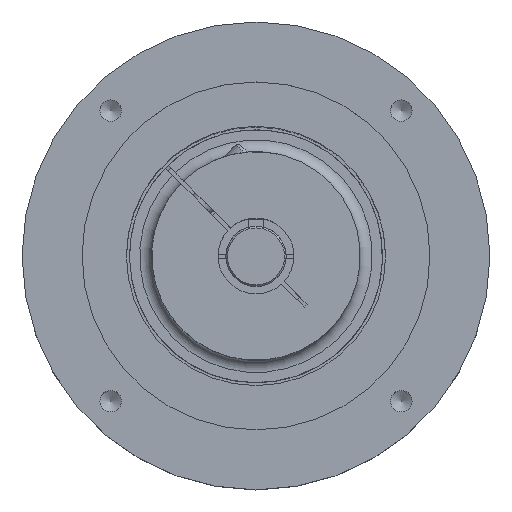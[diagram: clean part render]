
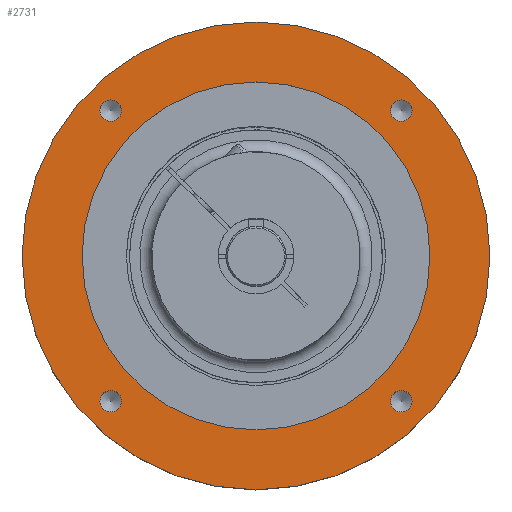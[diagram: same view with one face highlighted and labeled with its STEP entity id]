
A CAD part, top view. The second image highlights one B-rep face of the part: STEP entity #2731.
In plain terms, the highlighted planar face has unit normal (0, 0, 1).
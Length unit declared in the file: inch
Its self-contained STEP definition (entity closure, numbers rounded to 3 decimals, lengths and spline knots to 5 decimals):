
#2384 = CARTESIAN_POINT ( 'NONE',  ( -1.80953, -1.80953, 8.12477 ) ) ;
#2731 = ADVANCED_FACE ( 'NONE', ( #13303, #21699, #17648, #4628, #8677, #15480 ), #10985, .T. ) ;
#2951 = AXIS2_PLACEMENT_3D ( 'NONE', #16037, #27510, #11668 ) ;
#3299 = EDGE_LOOP ( 'NONE', ( #14571 ) ) ;
#3304 = ORIENTED_EDGE ( 'NONE', *, *, #13609, .F. ) ;
#3588 = DIRECTION ( 'NONE',  ( 1., 0., 0. ) ) ;
#3911 = CARTESIAN_POINT ( 'NONE',  ( 2.16634, 0., 8.12477 ) ) ;
#4348 = VERTEX_POINT ( 'NONE', #18100 ) ;
#4628 = FACE_BOUND ( 'NONE', #27721, .T. ) ;
#4702 = DIRECTION ( 'NONE',  ( 0., 0., 1. ) ) ;
#5777 = CARTESIAN_POINT ( 'NONE',  ( -1.80953, 1.80953, 8.12477 ) ) ;
#6233 = DIRECTION ( 'NONE',  ( 1., 0., 0. ) ) ;
#6686 = CIRCLE ( 'NONE', #22856, 2.16634 ) ;
#7117 = EDGE_CURVE ( 'NONE', #7839, #7839, #10816, .T. ) ;
#7839 = VERTEX_POINT ( 'NONE', #9593 ) ;
#8039 = CIRCLE ( 'NONE', #22823, 0.13386 ) ;
#8352 = ORIENTED_EDGE ( 'NONE', *, *, #28407, .F. ) ;
#8514 = CIRCLE ( 'NONE', #18250, 0.13386 ) ;
#8654 = DIRECTION ( 'NONE',  ( 0., 0., 1. ) ) ;
#8677 = FACE_BOUND ( 'NONE', #3299, .T. ) ;
#8725 = EDGE_CURVE ( 'NONE', #15047, #15047, #6686, .T. ) ;
#8950 = CIRCLE ( 'NONE', #2951, 2.91339 ) ;
#9593 = CARTESIAN_POINT ( 'NONE',  ( -1.67567, -1.80953, 8.12477 ) ) ;
#9827 = VERTEX_POINT ( 'NONE', #18255 ) ;
#10653 = AXIS2_PLACEMENT_3D ( 'NONE', #26077, #26523, #6233 ) ;
#10809 = DIRECTION ( 'NONE',  ( 1., 0., 0. ) ) ;
#10816 = CIRCLE ( 'NONE', #14515, 0.13386 ) ;
#10985 = PLANE ( 'NONE',  #10653 ) ;
#11668 = DIRECTION ( 'NONE',  ( 1., 0., 0. ) ) ;
#11895 = CIRCLE ( 'NONE', #19302, 0.13386 ) ;
#12731 = CARTESIAN_POINT ( 'NONE',  ( 0., 0., 8.12477 ) ) ;
#13303 = FACE_BOUND ( 'NONE', #27383, .T. ) ;
#13609 = EDGE_CURVE ( 'NONE', #21150, #21150, #11895, .T. ) ;
#14515 = AXIS2_PLACEMENT_3D ( 'NONE', #2384, #22646, #17736 ) ;
#14523 = EDGE_LOOP ( 'NONE', ( #3304 ) ) ;
#14570 = DIRECTION ( 'NONE',  ( 0., 0., 1. ) ) ;
#14571 = ORIENTED_EDGE ( 'NONE', *, *, #8725, .F. ) ;
#14575 = VERTEX_POINT ( 'NONE', #27813 ) ;
#15047 = VERTEX_POINT ( 'NONE', #3911 ) ;
#15480 = FACE_OUTER_BOUND ( 'NONE', #27982, .T. ) ;
#16037 = CARTESIAN_POINT ( 'NONE',  ( 0., 0., 8.12477 ) ) ;
#16394 = ORIENTED_EDGE ( 'NONE', *, *, #27640, .F. ) ;
#17648 = FACE_BOUND ( 'NONE', #14523, .T. ) ;
#17736 = DIRECTION ( 'NONE',  ( 1., 0., 0. ) ) ;
#18100 = CARTESIAN_POINT ( 'NONE',  ( 2.91339, 0., 8.12477 ) ) ;
#18224 = ORIENTED_EDGE ( 'NONE', *, *, #7117, .F. ) ;
#18250 = AXIS2_PLACEMENT_3D ( 'NONE', #5777, #14570, #3588 ) ;
#18255 = CARTESIAN_POINT ( 'NONE',  ( 1.94338, 1.80953, 8.12477 ) ) ;
#19302 = AXIS2_PLACEMENT_3D ( 'NONE', #22116, #8654, #10809 ) ;
#19398 = CARTESIAN_POINT ( 'NONE',  ( 1.94338, -1.80953, 8.12477 ) ) ;
#19764 = CARTESIAN_POINT ( 'NONE',  ( 1.80953, 1.80953, 8.12477 ) ) ;
#20664 = ORIENTED_EDGE ( 'NONE', *, *, #20762, .F. ) ;
#20762 = EDGE_CURVE ( 'NONE', #4348, #4348, #8950, .T. ) ;
#21150 = VERTEX_POINT ( 'NONE', #19398 ) ;
#21699 = FACE_BOUND ( 'NONE', #25429, .T. ) ;
#21722 = DIRECTION ( 'NONE',  ( 0., 0., 1. ) ) ;
#22116 = CARTESIAN_POINT ( 'NONE',  ( 1.80953, -1.80953, 8.12477 ) ) ;
#22499 = DIRECTION ( 'NONE',  ( 1., 0., 0. ) ) ;
#22646 = DIRECTION ( 'NONE',  ( 0., 0., 1. ) ) ;
#22823 = AXIS2_PLACEMENT_3D ( 'NONE', #19764, #4702, #22499 ) ;
#22856 = AXIS2_PLACEMENT_3D ( 'NONE', #12731, #21722, #23916 ) ;
#23916 = DIRECTION ( 'NONE',  ( 1., 0., 0. ) ) ;
#25429 = EDGE_LOOP ( 'NONE', ( #16394 ) ) ;
#26077 = CARTESIAN_POINT ( 'NONE',  ( 0., 3.07087, 8.12477 ) ) ;
#26523 = DIRECTION ( 'NONE',  ( 0., 0., 1. ) ) ;
#27383 = EDGE_LOOP ( 'NONE', ( #8352 ) ) ;
#27510 = DIRECTION ( 'NONE',  ( 0., 0., -1. ) ) ;
#27640 = EDGE_CURVE ( 'NONE', #9827, #9827, #8039, .T. ) ;
#27721 = EDGE_LOOP ( 'NONE', ( #18224 ) ) ;
#27813 = CARTESIAN_POINT ( 'NONE',  ( -1.67567, 1.80953, 8.12477 ) ) ;
#27982 = EDGE_LOOP ( 'NONE', ( #20664 ) ) ;
#28407 = EDGE_CURVE ( 'NONE', #14575, #14575, #8514, .T. ) ;
